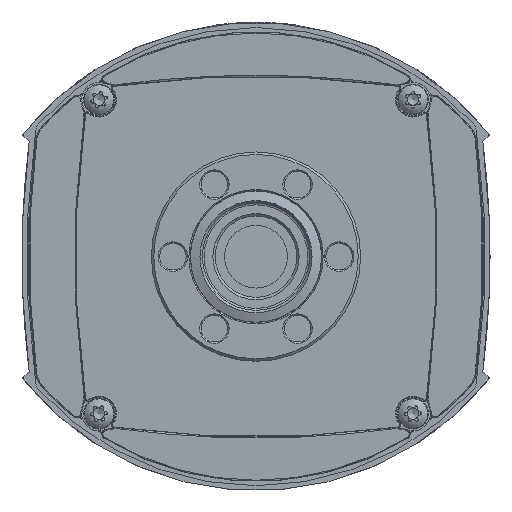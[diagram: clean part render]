
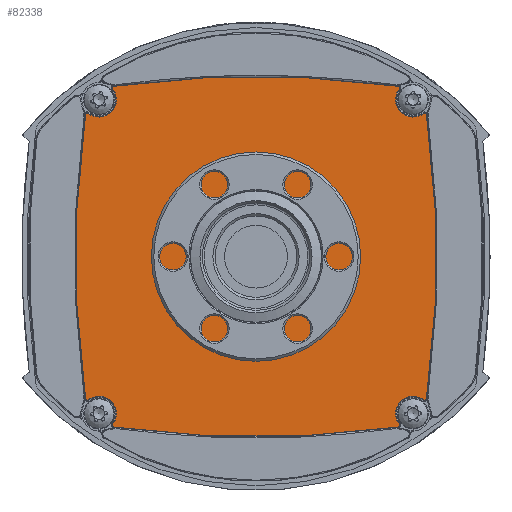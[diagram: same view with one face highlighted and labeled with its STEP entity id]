
A CAD part, front view. The second image highlights one B-rep face of the part: STEP entity #82338.
In plain terms, the highlighted planar face has unit normal (0, -1, 0).
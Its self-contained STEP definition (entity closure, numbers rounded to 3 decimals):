
#16969=PLANE('',#88277);
#17779=FACE_BOUND('',#27474,.T.);
#22701=FACE_OUTER_BOUND('',#27473,.T.);
#27473=EDGE_LOOP('',(#68014,#68015,#68016,#68017,#68018,#68019,#68020,#68021,
#68022,#68023,#68024,#68025,#68026,#68027,#68028,#68029));
#27474=EDGE_LOOP('',(#68030));
#30925=CIRCLE('',#88155,2.832);
#30929=CIRCLE('',#88161,0.3);
#30931=CIRCLE('',#88164,167.768);
#30935=CIRCLE('',#88170,0.3);
#30939=CIRCLE('',#88176,2.832);
#30941=CIRCLE('',#88179,0.3);
#30945=CIRCLE('',#88185,0.3);
#30947=CIRCLE('',#88188,167.768);
#30949=CIRCLE('',#88191,2.832);
#30951=CIRCLE('',#88194,0.3);
#30953=CIRCLE('',#88197,167.768);
#30955=CIRCLE('',#88200,0.3);
#30957=CIRCLE('',#88203,2.832);
#30959=CIRCLE('',#88206,0.3);
#30961=CIRCLE('',#88209,167.768);
#30963=CIRCLE('',#88212,0.3);
#31002=CIRCLE('',#88278,6.35);
#37750=VERTEX_POINT('',#140819);
#37751=VERTEX_POINT('',#140821);
#37754=VERTEX_POINT('',#140845);
#37756=VERTEX_POINT('',#140851);
#37761=VERTEX_POINT('',#140878);
#37765=VERTEX_POINT('',#140890);
#37768=VERTEX_POINT('',#140897);
#37769=VERTEX_POINT('',#140899);
#37772=VERTEX_POINT('',#140923);
#37774=VERTEX_POINT('',#140932);
#37776=VERTEX_POINT('',#140938);
#37778=VERTEX_POINT('',#140944);
#37780=VERTEX_POINT('',#140950);
#37782=VERTEX_POINT('',#140956);
#37784=VERTEX_POINT('',#140962);
#37786=VERTEX_POINT('',#140968);
#37814=VERTEX_POINT('',#142032);
#48152=EDGE_CURVE('',#37751,#37750,#30925,.T.);
#48159=EDGE_CURVE('',#37750,#37754,#30929,.T.);
#48162=EDGE_CURVE('',#37754,#37756,#30931,.T.);
#48169=EDGE_CURVE('',#37756,#37761,#30935,.T.);
#48175=EDGE_CURVE('',#37761,#37765,#30939,.T.);
#48178=EDGE_CURVE('',#37769,#37768,#30941,.T.);
#48185=EDGE_CURVE('',#37765,#37772,#30945,.T.);
#48187=EDGE_CURVE('',#37772,#37769,#30947,.T.);
#48190=EDGE_CURVE('',#37768,#37774,#30949,.T.);
#48193=EDGE_CURVE('',#37774,#37776,#30951,.T.);
#48196=EDGE_CURVE('',#37776,#37778,#30953,.T.);
#48199=EDGE_CURVE('',#37778,#37780,#30955,.T.);
#48202=EDGE_CURVE('',#37780,#37782,#30957,.T.);
#48205=EDGE_CURVE('',#37782,#37784,#30959,.T.);
#48208=EDGE_CURVE('',#37784,#37786,#30961,.T.);
#48210=EDGE_CURVE('',#37786,#37751,#30963,.T.);
#48282=EDGE_CURVE('',#37814,#37814,#31002,.T.);
#68014=ORIENTED_EDGE('',*,*,#48187,.T.);
#68015=ORIENTED_EDGE('',*,*,#48178,.T.);
#68016=ORIENTED_EDGE('',*,*,#48190,.T.);
#68017=ORIENTED_EDGE('',*,*,#48193,.T.);
#68018=ORIENTED_EDGE('',*,*,#48196,.T.);
#68019=ORIENTED_EDGE('',*,*,#48199,.T.);
#68020=ORIENTED_EDGE('',*,*,#48202,.T.);
#68021=ORIENTED_EDGE('',*,*,#48205,.T.);
#68022=ORIENTED_EDGE('',*,*,#48208,.T.);
#68023=ORIENTED_EDGE('',*,*,#48210,.T.);
#68024=ORIENTED_EDGE('',*,*,#48152,.T.);
#68025=ORIENTED_EDGE('',*,*,#48159,.T.);
#68026=ORIENTED_EDGE('',*,*,#48162,.T.);
#68027=ORIENTED_EDGE('',*,*,#48169,.T.);
#68028=ORIENTED_EDGE('',*,*,#48175,.T.);
#68029=ORIENTED_EDGE('',*,*,#48185,.T.);
#68030=ORIENTED_EDGE('',*,*,#48282,.F.);
#82338=ADVANCED_FACE('',(#22701,#17779),#16969,.T.);
#88155=AXIS2_PLACEMENT_3D('',#140822,#104523,#104524);
#88161=AXIS2_PLACEMENT_3D('',#140847,#104537,#104538);
#88164=AXIS2_PLACEMENT_3D('',#140853,#104544,#104545);
#88170=AXIS2_PLACEMENT_3D('',#140880,#104558,#104559);
#88176=AXIS2_PLACEMENT_3D('',#140892,#104572,#104573);
#88179=AXIS2_PLACEMENT_3D('',#140900,#104579,#104580);
#88185=AXIS2_PLACEMENT_3D('',#140925,#104593,#104594);
#88188=AXIS2_PLACEMENT_3D('',#140928,#104599,#104600);
#88191=AXIS2_PLACEMENT_3D('',#140934,#104606,#104607);
#88194=AXIS2_PLACEMENT_3D('',#140940,#104613,#104614);
#88197=AXIS2_PLACEMENT_3D('',#140946,#104620,#104621);
#88200=AXIS2_PLACEMENT_3D('',#140952,#104627,#104628);
#88203=AXIS2_PLACEMENT_3D('',#140958,#104634,#104635);
#88206=AXIS2_PLACEMENT_3D('',#140964,#104641,#104642);
#88209=AXIS2_PLACEMENT_3D('',#140970,#104648,#104649);
#88212=AXIS2_PLACEMENT_3D('',#140973,#104654,#104655);
#88277=AXIS2_PLACEMENT_3D('',#142031,#104793,#104794);
#88278=AXIS2_PLACEMENT_3D('',#142033,#104795,#104796);
#104523=DIRECTION('center_axis',(0.,1.,0.));
#104524=DIRECTION('ref_axis',(-0.8,0.,
0.601));
#104537=DIRECTION('center_axis',(0.,-1.,0.));
#104538=DIRECTION('ref_axis',(-0.923,0.,-0.384));
#104544=DIRECTION('center_axis',(0.,-1.,0.));
#104545=DIRECTION('ref_axis',(-0.137,0.,-0.991));
#104558=DIRECTION('center_axis',(0.,-1.,0.));
#104559=DIRECTION('ref_axis',(0.923,0.,-0.384));
#104572=DIRECTION('center_axis',(0.,1.,0.));
#104573=DIRECTION('ref_axis',(-0.601,0.,-0.8));
#104579=DIRECTION('center_axis',(0.,-1.,0.));
#104580=DIRECTION('ref_axis',(0.384,0.,0.923));
#104593=DIRECTION('center_axis',(0.,-1.,0.));
#104594=DIRECTION('ref_axis',(0.384,0.,-0.923));
#104599=DIRECTION('center_axis',(0.,-1.,0.));
#104600=DIRECTION('ref_axis',(0.991,0.,-0.137));
#104606=DIRECTION('center_axis',(0.,1.,0.));
#104607=DIRECTION('ref_axis',(0.8,0.,-0.601));
#104613=DIRECTION('center_axis',(0.,-1.,0.));
#104614=DIRECTION('ref_axis',(0.923,0.,0.384));
#104620=DIRECTION('center_axis',(0.,-1.,0.));
#104621=DIRECTION('ref_axis',(0.137,0.,0.991));
#104627=DIRECTION('center_axis',(0.,-1.,0.));
#104628=DIRECTION('ref_axis',(-0.923,0.,0.384));
#104634=DIRECTION('center_axis',(0.,1.,0.));
#104635=DIRECTION('ref_axis',(0.601,0.,0.8));
#104641=DIRECTION('center_axis',(0.,-1.,0.));
#104642=DIRECTION('ref_axis',(-0.384,0.,
0.923));
#104648=DIRECTION('center_axis',(0.,-1.,0.));
#104649=DIRECTION('ref_axis',(-0.991,0.,0.137));
#104654=DIRECTION('center_axis',(0.,-1.,0.));
#104655=DIRECTION('ref_axis',(-0.384,0.,-0.923));
#104793=DIRECTION('center_axis',(0.,-1.,0.));
#104794=DIRECTION('ref_axis',(0.,0.,
1.));
#104795=DIRECTION('center_axis',(0.,-1.,0.));
#104796=DIRECTION('ref_axis',(-1.,0.,0.));
#140819=CARTESIAN_POINT('',(-23.235,86.962,-27.201));
#140821=CARTESIAN_POINT('',(-27.201,86.962,-23.235));
#140822=CARTESIAN_POINT('Origin',(-25.5,86.962,-25.5));
#140845=CARTESIAN_POINT('',(-23.037,86.962,-27.678));
#140847=CARTESIAN_POINT('Origin',(-22.996,86.962,-27.381));
#140851=CARTESIAN_POINT('',(23.037,86.962,-27.678));
#140853=CARTESIAN_POINT('Origin',(0.,86.962,
138.5));
#140878=CARTESIAN_POINT('',(23.235,86.962,-27.201));
#140880=CARTESIAN_POINT('Origin',(22.996,86.962,-27.381));
#140890=CARTESIAN_POINT('',(27.201,86.962,-23.235));
#140892=CARTESIAN_POINT('Origin',(25.5,86.962,-25.5));
#140897=CARTESIAN_POINT('',(27.201,86.962,23.235));
#140899=CARTESIAN_POINT('',(27.678,86.962,23.037));
#140900=CARTESIAN_POINT('Origin',(27.381,86.962,22.996));
#140923=CARTESIAN_POINT('',(27.678,86.962,-23.037));
#140925=CARTESIAN_POINT('Origin',(27.381,86.962,-22.996));
#140928=CARTESIAN_POINT('Origin',(-138.5,86.962,0.));
#140932=CARTESIAN_POINT('',(23.235,86.962,27.201));
#140934=CARTESIAN_POINT('Origin',(25.5,86.962,25.5));
#140938=CARTESIAN_POINT('',(23.037,86.962,27.678));
#140940=CARTESIAN_POINT('Origin',(22.996,86.962,27.381));
#140944=CARTESIAN_POINT('',(-23.037,86.962,27.678));
#140946=CARTESIAN_POINT('Origin',(0.,86.962,
-138.5));
#140950=CARTESIAN_POINT('',(-23.235,86.962,27.201));
#140952=CARTESIAN_POINT('Origin',(-22.996,86.962,27.381));
#140956=CARTESIAN_POINT('',(-27.201,86.962,23.235));
#140958=CARTESIAN_POINT('Origin',(-25.5,86.962,25.5));
#140962=CARTESIAN_POINT('',(-27.678,86.962,23.037));
#140964=CARTESIAN_POINT('Origin',(-27.381,86.962,22.996));
#140968=CARTESIAN_POINT('',(-27.678,86.962,-23.037));
#140970=CARTESIAN_POINT('Origin',(138.5,86.962,0.));
#140973=CARTESIAN_POINT('Origin',(-27.381,86.962,-22.996));
#142031=CARTESIAN_POINT('Origin',(0.,86.962,
0.));
#142032=CARTESIAN_POINT('',(6.35,86.962,0.));
#142033=CARTESIAN_POINT('Origin',(0.,86.962,
0.));
